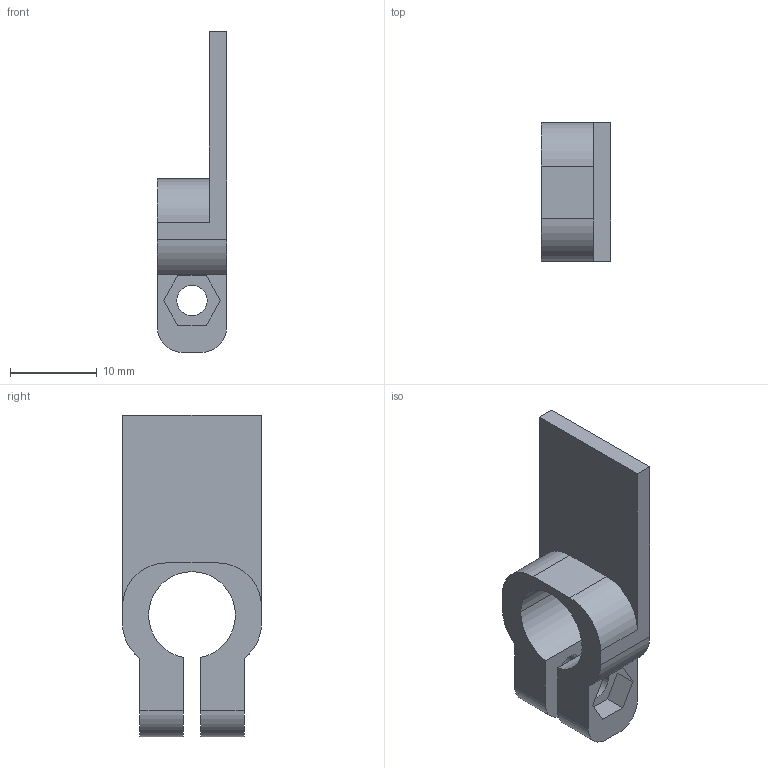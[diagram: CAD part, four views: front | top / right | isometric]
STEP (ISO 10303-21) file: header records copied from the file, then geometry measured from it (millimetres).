
FILE_DESCRIPTION(('CATIA V5 STEP Exchange'),'2;1');
FILE_NAME('HYPERCUBE-EVO-0014_NGEN.stp','2018-08-25T14:15:03+00:00',('none'),('none'),'CATIA Version 5 Release 21 GA (IN-10)','CATIA V5 STEP AP203','none');
FILE_SCHEMA(('CONFIG_CONTROL_DESIGN'));
Length unit declared in the file: millimetre
Products named in the file (1): HYPERCUBE-EVO-0014_NGEN
Bounding box: 8 x 16 x 37 mm (x, y, z)
Volume: 1721.8 mm3; surface area: 1938.3 mm2
Topology: 1 solids, 1 shells, 39 faces, 107 edges, 71 vertices
Faces by surface type: plane 22, cylinder 17
Entity records: 1225 total; most frequent: ORIENTED_EDGE 214, CARTESIAN_POINT 210, DIRECTION 169, EDGE_CURVE 107, VECTOR 72, LINE 72, VERTEX_POINT 71, AXIS2_PLACEMENT_3D 67
